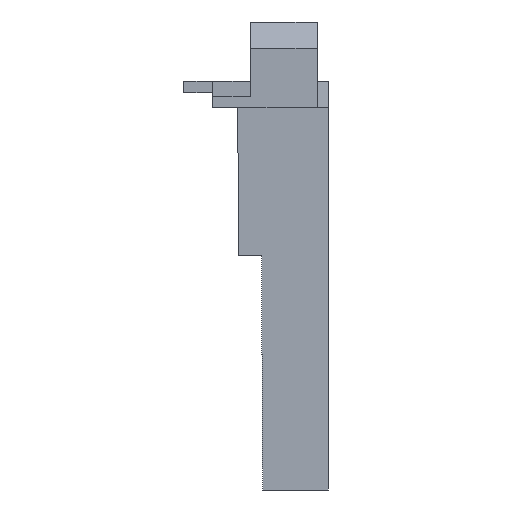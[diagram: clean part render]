
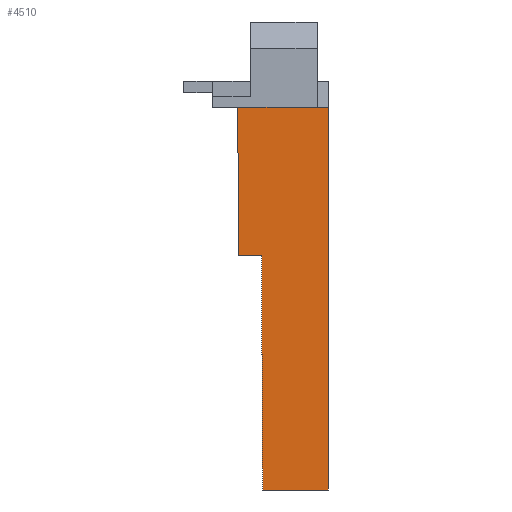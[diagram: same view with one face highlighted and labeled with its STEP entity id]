
A CAD part, left-side view. The second image highlights one B-rep face of the part: STEP entity #4510.
In plain terms, the highlighted planar face has unit normal (-1, 0, 0).
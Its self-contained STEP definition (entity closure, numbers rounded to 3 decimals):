
#1494=DIRECTION('',(0.,0.,-1.));
#1495=VECTOR('',#1494,51.5);
#1496=CARTESIAN_POINT('',(-52.3,2.5,-4.));
#1497=LINE('',#1496,#1495);
#1501=DIRECTION('',(0.,1.,0.));
#1502=VECTOR('',#1501,8.863);
#1503=CARTESIAN_POINT('',(-52.3,2.5,-55.5));
#1504=LINE('',#1503,#1502);
#1508=DIRECTION('',(0.,0.004,1.));
#1509=VECTOR('',#1508,31.5);
#1510=CARTESIAN_POINT('',(-52.3,11.363,-55.5));
#1511=LINE('',#1510,#1509);
#1515=DIRECTION('',(0.,1.,0.));
#1516=VECTOR('',#1515,3.113);
#1517=CARTESIAN_POINT('',(-52.3,11.5,-24.));
#1518=LINE('',#1517,#1516);
#1522=DIRECTION('',(0.,0.004,1.));
#1523=VECTOR('',#1522,20.);
#1524=CARTESIAN_POINT('',(-52.3,14.613,-24.));
#1525=LINE('',#1524,#1523);
#1529=DIRECTION('',(0.,1.,0.));
#1530=VECTOR('',#1529,12.2);
#1531=CARTESIAN_POINT('',(-52.3,2.5,-4.));
#1532=LINE('',#1531,#1530);
#3024=CARTESIAN_POINT('',(-52.3,2.5,-55.5));
#3026=VERTEX_POINT('',#3024);
#3028=CARTESIAN_POINT('',(-52.3,2.5,-4.));
#3029=VERTEX_POINT('',#3028);
#3122=CARTESIAN_POINT('',(-52.3,11.363,-55.5));
#3123=VERTEX_POINT('',#3122);
#3325=CARTESIAN_POINT('',(-52.3,14.613,-24.));
#3327=VERTEX_POINT('',#3325);
#3332=CARTESIAN_POINT('',(-52.3,14.7,-4.));
#3333=VERTEX_POINT('',#3332);
#3335=CARTESIAN_POINT('',(-52.3,11.5,-24.));
#3337=VERTEX_POINT('',#3335);
#4496=CARTESIAN_POINT('',(-52.3,0.,0.));
#4497=DIRECTION('',(1.,0.,0.));
#4498=DIRECTION('',(0.,1.,0.));
#4499=AXIS2_PLACEMENT_3D('',#4496,#4497,#4498);
#4500=PLANE('',#4499);
#4501=ORIENTED_EDGE('',*,*,#3696,.T.);
#4502=ORIENTED_EDGE('',*,*,#3828,.T.);
#4503=ORIENTED_EDGE('',*,*,#4477,.T.);
#4504=ORIENTED_EDGE('',*,*,#4463,.T.);
#4505=ORIENTED_EDGE('',*,*,#4448,.T.);
#4507=ORIENTED_EDGE('',*,*,#4506,.F.);
#4508=EDGE_LOOP('',(#4501,#4502,#4503,#4504,#4505,#4507));
#4509=FACE_OUTER_BOUND('',#4508,.F.);
#3696=EDGE_CURVE('',#3029,#3026,#1497,.T.);
#3828=EDGE_CURVE('',#3026,#3123,#1504,.T.);
#4448=EDGE_CURVE('',#3327,#3333,#1525,.T.);
#4463=EDGE_CURVE('',#3337,#3327,#1518,.T.);
#4477=EDGE_CURVE('',#3123,#3337,#1511,.T.);
#4506=EDGE_CURVE('',#3029,#3333,#1532,.T.);
#4510=ADVANCED_FACE('',(#4509),#4500,.F.);
